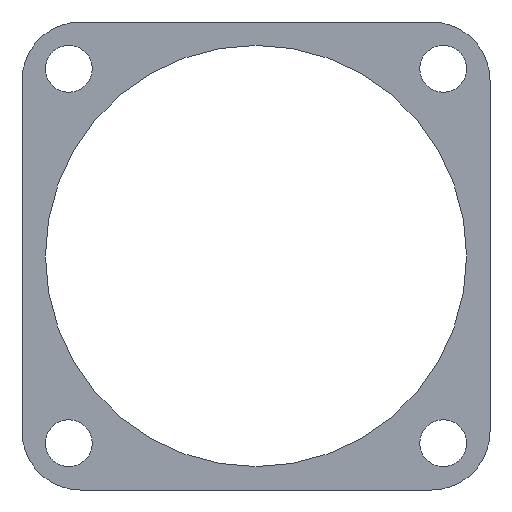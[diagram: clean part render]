
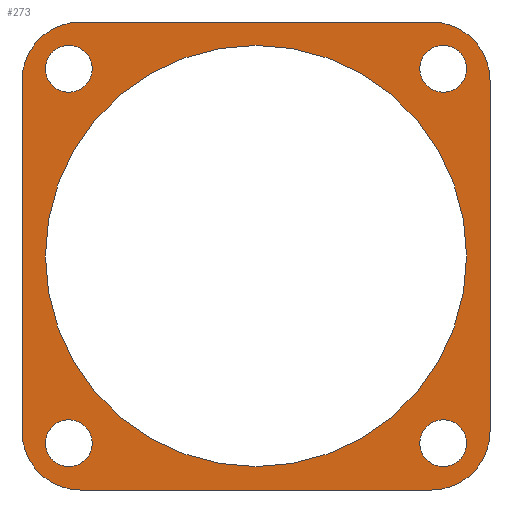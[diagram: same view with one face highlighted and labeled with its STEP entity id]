
A CAD part, front view. The second image highlights one B-rep face of the part: STEP entity #273.
In plain terms, the highlighted planar face has unit normal (0, -1, 0).
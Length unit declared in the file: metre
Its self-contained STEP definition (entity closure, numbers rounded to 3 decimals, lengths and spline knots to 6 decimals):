
#12=CIRCLE('',#297,0.002);
#14=CIRCLE('',#300,0.002);
#16=CIRCLE('',#303,0.002);
#18=CIRCLE('',#307,0.002);
#20=CIRCLE('',#310,0.018);
#21=CIRCLE('',#311,0.005);
#22=CIRCLE('',#312,0.005);
#23=CIRCLE('',#313,0.005);
#24=CIRCLE('',#314,0.005);
#63=ORIENTED_EDGE('',*,*,#131,.F.);
#64=ORIENTED_EDGE('',*,*,#117,.T.);
#65=ORIENTED_EDGE('',*,*,#132,.T.);
#66=ORIENTED_EDGE('',*,*,#125,.F.);
#67=ORIENTED_EDGE('',*,*,#133,.T.);
#68=ORIENTED_EDGE('',*,*,#107,.F.);
#69=ORIENTED_EDGE('',*,*,#134,.T.);
#70=ORIENTED_EDGE('',*,*,#111,.T.);
#71=ORIENTED_EDGE('',*,*,#135,.T.);
#72=ORIENTED_EDGE('',*,*,#123,.F.);
#73=ORIENTED_EDGE('',*,*,#121,.T.);
#74=ORIENTED_EDGE('',*,*,#119,.F.);
#75=ORIENTED_EDGE('',*,*,#129,.T.);
#107=EDGE_CURVE('',#141,#142,#167,.T.);
#111=EDGE_CURVE('',#145,#146,#171,.T.);
#117=EDGE_CURVE('',#152,#151,#177,.T.);
#119=EDGE_CURVE('',#153,#153,#12,.T.);
#121=EDGE_CURVE('',#155,#155,#14,.T.);
#123=EDGE_CURVE('',#157,#157,#16,.T.);
#125=EDGE_CURVE('',#159,#160,#179,.T.);
#129=EDGE_CURVE('',#163,#163,#18,.T.);
#131=EDGE_CURVE('',#165,#165,#20,.T.);
#132=EDGE_CURVE('',#151,#160,#21,.T.);
#133=EDGE_CURVE('',#159,#142,#22,.T.);
#134=EDGE_CURVE('',#141,#145,#23,.T.);
#135=EDGE_CURVE('',#146,#152,#24,.T.);
#141=VERTEX_POINT('',#413);
#142=VERTEX_POINT('',#414);
#145=VERTEX_POINT('',#422);
#146=VERTEX_POINT('',#423);
#151=VERTEX_POINT('',#434);
#152=VERTEX_POINT('',#436);
#153=VERTEX_POINT('',#440);
#155=VERTEX_POINT('',#445);
#157=VERTEX_POINT('',#450);
#159=VERTEX_POINT('',#455);
#160=VERTEX_POINT('',#456);
#163=VERTEX_POINT('',#464);
#165=VERTEX_POINT('',#469);
#167=LINE('',#412,#183);
#171=LINE('',#421,#187);
#177=LINE('',#435,#193);
#179=LINE('',#454,#195);
#183=VECTOR('',#330,1.);
#187=VECTOR('',#336,1.);
#193=VECTOR('',#344,1.);
#195=VECTOR('',#366,1.);
#211=EDGE_LOOP('',(#63));
#212=EDGE_LOOP('',(#64,#65,#66,#67,#68,#69,#70,#71));
#213=EDGE_LOOP('',(#72));
#214=EDGE_LOOP('',(#73));
#215=EDGE_LOOP('',(#74));
#216=EDGE_LOOP('',(#75));
#241=FACE_BOUND('',#211,.T.);
#242=FACE_BOUND('',#212,.T.);
#243=FACE_BOUND('',#213,.T.);
#244=FACE_BOUND('',#214,.T.);
#245=FACE_BOUND('',#215,.T.);
#246=FACE_BOUND('',#216,.T.);
#263=PLANE('',#309);
#273=ADVANCED_FACE('',(#241,#242,#243,#244,#245,#246),#263,.T.);
#297=AXIS2_PLACEMENT_3D('',#439,#348,#349);
#300=AXIS2_PLACEMENT_3D('',#444,#354,#355);
#303=AXIS2_PLACEMENT_3D('',#449,#360,#361);
#307=AXIS2_PLACEMENT_3D('',#463,#372,#373);
#309=AXIS2_PLACEMENT_3D('',#467,#376,#377);
#310=AXIS2_PLACEMENT_3D('',#468,#378,#379);
#311=AXIS2_PLACEMENT_3D('',#470,#380,#381);
#312=AXIS2_PLACEMENT_3D('',#471,#382,#383);
#313=AXIS2_PLACEMENT_3D('',#472,#384,#385);
#314=AXIS2_PLACEMENT_3D('',#473,#386,#387);
#330=DIRECTION('',(0.,0.,-1.));
#336=DIRECTION('',(-1.,0.,0.));
#344=DIRECTION('',(0.,0.,-1.));
#348=DIRECTION('',(0.,-1.,0.));
#349=DIRECTION('',(0.,0.,-1.));
#354=DIRECTION('',(0.,1.,0.));
#355=DIRECTION('',(0.,0.,-1.));
#360=DIRECTION('',(0.,-1.,0.));
#361=DIRECTION('',(0.,0.,-1.));
#366=DIRECTION('',(-1.,0.,0.));
#372=DIRECTION('',(0.,1.,0.));
#373=DIRECTION('',(0.,0.,-1.));
#376=DIRECTION('',(0.,-1.,0.));
#377=DIRECTION('',(1.,0.,0.));
#378=DIRECTION('',(0.,-1.,0.));
#379=DIRECTION('',(0.,0.,-1.));
#380=DIRECTION('',(0.,-1.,0.));
#381=DIRECTION('',(0.,0.,-1.));
#382=DIRECTION('',(0.,-1.,0.));
#383=DIRECTION('',(0.,0.,-1.));
#384=DIRECTION('',(0.,-1.,0.));
#385=DIRECTION('',(0.,0.,-1.));
#386=DIRECTION('',(0.,-1.,0.));
#387=DIRECTION('',(0.,0.,-1.));
#412=CARTESIAN_POINT('',(0.02,-0.01,0.));
#413=CARTESIAN_POINT('',(0.02,-0.01,0.015));
#414=CARTESIAN_POINT('',(0.02,-0.01,-0.015));
#421=CARTESIAN_POINT('',(0.,-0.01,0.02));
#422=CARTESIAN_POINT('',(0.015,-0.01,0.02));
#423=CARTESIAN_POINT('',(-0.015,-0.01,0.02));
#434=CARTESIAN_POINT('',(-0.02,-0.01,-0.015));
#435=CARTESIAN_POINT('',(-0.02,-0.01,0.));
#436=CARTESIAN_POINT('',(-0.02,-0.01,0.015));
#439=CARTESIAN_POINT('',(0.016,-0.01,-0.016));
#440=CARTESIAN_POINT('',(0.016,-0.01,-0.018));
#444=CARTESIAN_POINT('',(-0.016,-0.01,-0.016));
#445=CARTESIAN_POINT('',(-0.016,-0.01,-0.018));
#449=CARTESIAN_POINT('',(-0.016,-0.01,0.016));
#450=CARTESIAN_POINT('',(-0.016,-0.01,0.014));
#454=CARTESIAN_POINT('',(0.,-0.01,-0.02));
#455=CARTESIAN_POINT('',(0.015,-0.01,-0.02));
#456=CARTESIAN_POINT('',(-0.015,-0.01,-0.02));
#463=CARTESIAN_POINT('',(0.016,-0.01,0.016));
#464=CARTESIAN_POINT('',(0.016,-0.01,0.014));
#467=CARTESIAN_POINT('',(0.,-0.01,0.));
#468=CARTESIAN_POINT('',(0.,-0.01,0.));
#469=CARTESIAN_POINT('',(0.,-0.01,-0.018));
#470=CARTESIAN_POINT('',(-0.015,-0.01,-0.015));
#471=CARTESIAN_POINT('',(0.015,-0.01,-0.015));
#472=CARTESIAN_POINT('',(0.015,-0.01,0.015));
#473=CARTESIAN_POINT('',(-0.015,-0.01,0.015));
